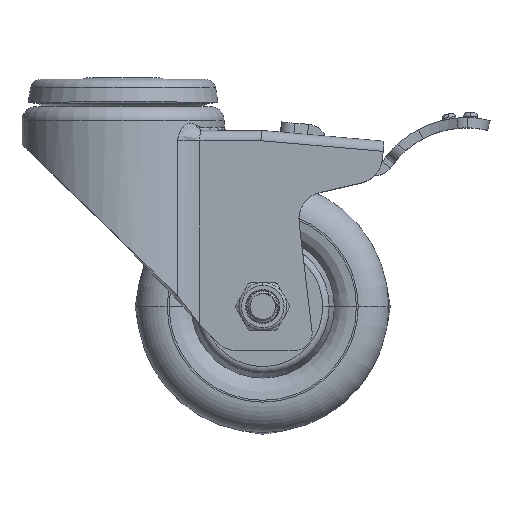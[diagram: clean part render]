
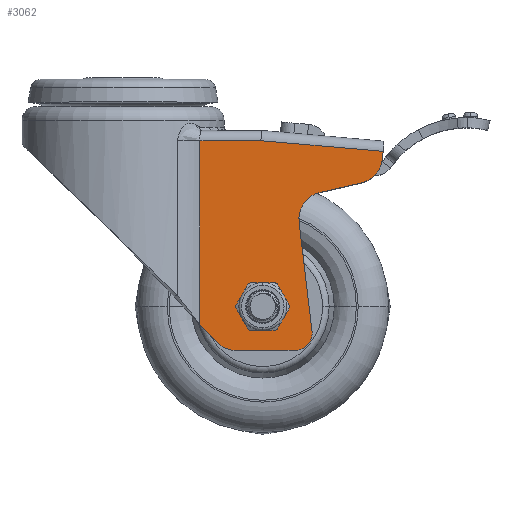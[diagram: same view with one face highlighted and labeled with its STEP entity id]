
A CAD part, top view. The second image highlights one B-rep face of the part: STEP entity #3062.
In plain terms, the highlighted planar face has unit normal (0, 0, 1).
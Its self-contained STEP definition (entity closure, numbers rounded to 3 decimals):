
#790=DIRECTION('',(0.685,-0.729,0.));
#791=VECTOR('',#790,7.024);
#792=CARTESIAN_POINT('',(22.58,-75.723,23.));
#793=LINE('',#792,#791);
#794=DIRECTION('',(0.,-1.,0.));
#795=VECTOR('',#794,53.923);
#796=CARTESIAN_POINT('',(22.58,-21.8,23.));
#797=LINE('',#796,#795);
#798=DIRECTION('',(-1.,0.,0.));
#799=VECTOR('',#798,17.889);
#800=CARTESIAN_POINT('',(40.469,-21.8,23.));
#801=LINE('',#800,#799);
#802=DIRECTION('',(-0.996,0.087,0.));
#803=VECTOR('',#802,36.);
#804=CARTESIAN_POINT('',(76.332,-24.938,23.));
#805=LINE('',#804,#803);
#806=DIRECTION('',(-0.087,-0.996,0.));
#807=VECTOR('',#806,2.157);
#808=CARTESIAN_POINT('',(76.332,-24.938,23.));
#809=LINE('',#808,#807);
#810=CARTESIAN_POINT('',(68.174,-26.389,23.));
#811=DIRECTION('',(0.,0.,1.));
#812=DIRECTION('',(0.225,-0.974,0.));
#813=AXIS2_PLACEMENT_3D('',#810,#811,#812);
#815=DIRECTION('',(-0.974,-0.225,0.));
#816=VECTOR('',#815,12.474);
#817=CARTESIAN_POINT('',(69.974,-34.184,23.));
#818=LINE('',#817,#816);
#819=CARTESIAN_POINT('',(59.619,-44.785,23.));
#820=DIRECTION('',(0.,0.,1.));
#821=DIRECTION('',(-0.225,0.974,0.));
#822=AXIS2_PLACEMENT_3D('',#819,#820,#821);
#824=DIRECTION('',(0.118,-0.993,0.));
#825=VECTOR('',#824,32.274);
#826=CARTESIAN_POINT('',(51.674,-45.726,23.));
#827=LINE('',#826,#825);
#828=CARTESIAN_POINT('',(50.503,-78.363,23.));
#829=DIRECTION('',(0.,0.,1.));
#830=DIRECTION('',(0.,-1.,0.));
#831=AXIS2_PLACEMENT_3D('',#828,#829,#830);
#833=DIRECTION('',(-1.,0.,0.));
#834=VECTOR('',#833,17.282);
#835=CARTESIAN_POINT('',(50.503,-83.363,23.));
#836=LINE('',#835,#834);
#837=CARTESIAN_POINT('',(33.22,-75.363,23.));
#838=DIRECTION('',(0.,0.,1.));
#839=DIRECTION('',(-0.729,-0.685,0.));
#840=AXIS2_PLACEMENT_3D('',#837,#838,#839);
#842=CARTESIAN_POINT('',(41.,-70.5,23.));
#843=DIRECTION('',(0.,0.,1.));
#844=DIRECTION('',(1.,0.,0.));
#845=AXIS2_PLACEMENT_3D('',#842,#843,#844);
#847=CARTESIAN_POINT('',(41.,-70.5,23.));
#848=DIRECTION('',(0.,0.,1.));
#849=DIRECTION('',(-1.,0.,0.));
#850=AXIS2_PLACEMENT_3D('',#847,#848,#849);
#1421=CARTESIAN_POINT('',(40.469,-21.8,23.));
#1422=CARTESIAN_POINT('',(22.58,-21.8,23.));
#1423=VERTEX_POINT('',#1421);
#1424=VERTEX_POINT('',#1422);
#1477=CARTESIAN_POINT('',(76.332,-24.938,23.));
#1478=CARTESIAN_POINT('',(76.144,-27.087,23.));
#1479=VERTEX_POINT('',#1477);
#1480=VERTEX_POINT('',#1478);
#1481=CARTESIAN_POINT('',(69.974,-34.184,23.));
#1482=VERTEX_POINT('',#1481);
#1483=CARTESIAN_POINT('',(57.819,-36.99,23.));
#1484=VERTEX_POINT('',#1483);
#1485=CARTESIAN_POINT('',(51.674,-45.726,23.));
#1486=VERTEX_POINT('',#1485);
#1487=CARTESIAN_POINT('',(55.468,-77.776,23.));
#1488=VERTEX_POINT('',#1487);
#1489=CARTESIAN_POINT('',(50.503,-83.363,23.));
#1490=VERTEX_POINT('',#1489);
#1536=CARTESIAN_POINT('',(22.58,-75.723,23.));
#1537=CARTESIAN_POINT('',(27.39,-80.842,23.));
#1538=VERTEX_POINT('',#1536);
#1539=VERTEX_POINT('',#1537);
#1540=CARTESIAN_POINT('',(33.22,-83.363,23.));
#1541=VERTEX_POINT('',#1540);
#1561=CARTESIAN_POINT('',(46.,-70.5,23.));
#1562=CARTESIAN_POINT('',(36.,-70.5,23.));
#1563=VERTEX_POINT('',#1561);
#1564=VERTEX_POINT('',#1562);
#3033=CARTESIAN_POINT('',(0.,0.,23.));
#3034=DIRECTION('',(0.,0.,1.));
#3035=DIRECTION('',(1.,0.,0.));
#3036=AXIS2_PLACEMENT_3D('',#3033,#3034,#3035);
#3037=PLANE('',#3036);
#3039=ORIENTED_EDGE('',*,*,#3038,.F.);
#3041=ORIENTED_EDGE('',*,*,#3040,.F.);
#3043=ORIENTED_EDGE('',*,*,#3042,.F.);
#3045=ORIENTED_EDGE('',*,*,#3044,.F.);
#3046=ORIENTED_EDGE('',*,*,#2744,.T.);
#3047=ORIENTED_EDGE('',*,*,#2869,.F.);
#3048=ORIENTED_EDGE('',*,*,#2897,.T.);
#3049=ORIENTED_EDGE('',*,*,#2925,.T.);
#3050=ORIENTED_EDGE('',*,*,#2953,.T.);
#3051=ORIENTED_EDGE('',*,*,#2981,.F.);
#3052=ORIENTED_EDGE('',*,*,#3010,.T.);
#3053=ORIENTED_EDGE('',*,*,#3023,.F.);
#3054=EDGE_LOOP('',(#3039,#3041,#3043,#3045,#3046,#3047,#3048,#3049,#3050,#3051,
#3052,#3053));
#3055=FACE_OUTER_BOUND('',#3054,.F.);
#3057=ORIENTED_EDGE('',*,*,#3056,.T.);
#3059=ORIENTED_EDGE('',*,*,#3058,.T.);
#3060=EDGE_LOOP('',(#3057,#3059));
#3061=FACE_BOUND('',#3060,.F.);
#814=CIRCLE('',#813,8.);
#823=CIRCLE('',#822,8.);
#832=CIRCLE('',#831,5.);
#841=CIRCLE('',#840,8.);
#846=CIRCLE('',#845,5.);
#851=CIRCLE('',#850,5.);
#2744=EDGE_CURVE('',#1479,#1480,#809,.T.);
#2869=EDGE_CURVE('',#1482,#1480,#814,.T.);
#2897=EDGE_CURVE('',#1482,#1484,#818,.T.);
#2925=EDGE_CURVE('',#1484,#1486,#823,.T.);
#2953=EDGE_CURVE('',#1486,#1488,#827,.T.);
#2981=EDGE_CURVE('',#1490,#1488,#832,.T.);
#3010=EDGE_CURVE('',#1490,#1541,#836,.T.);
#3023=EDGE_CURVE('',#1539,#1541,#841,.T.);
#3038=EDGE_CURVE('',#1538,#1539,#793,.T.);
#3040=EDGE_CURVE('',#1424,#1538,#797,.T.);
#3042=EDGE_CURVE('',#1423,#1424,#801,.T.);
#3044=EDGE_CURVE('',#1479,#1423,#805,.T.);
#3056=EDGE_CURVE('',#1563,#1564,#846,.T.);
#3058=EDGE_CURVE('',#1564,#1563,#851,.T.);
#3062=ADVANCED_FACE('',(#3055,#3061),#3037,.T.);
